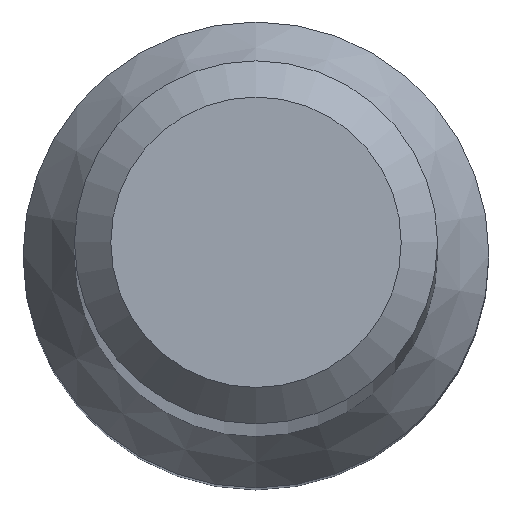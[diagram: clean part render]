
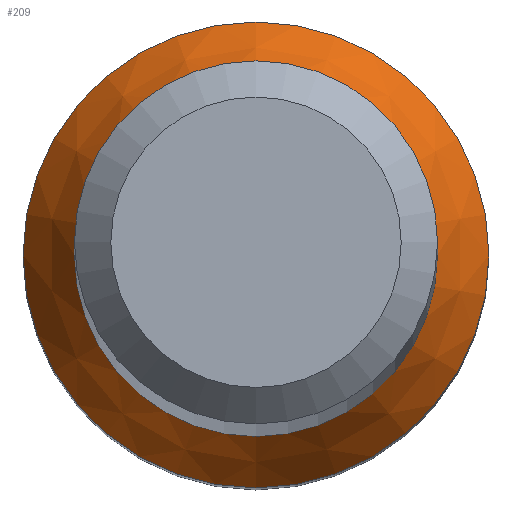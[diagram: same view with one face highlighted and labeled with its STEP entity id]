
A CAD part, top view. The second image highlights one B-rep face of the part: STEP entity #209.
In plain terms, the highlighted conical face has half-angle 30 degrees and reference radius 1.925 mm.
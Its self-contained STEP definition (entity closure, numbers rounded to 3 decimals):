
#11 = EDGE_LOOP ( 'NONE', ( #109 ) ) ;
#12 = VERTEX_POINT ( 'NONE', #122 ) ;
#16 = EDGE_CURVE ( 'NONE', #12, #12, #102, .T. ) ;
#17 = DIRECTION ( 'NONE',  ( 0., 0., -1. ) ) ;
#22 = CONICAL_SURFACE ( 'NONE', #90, 1.925, 0.524 ) ;
#30 = FACE_BOUND ( 'NONE', #11, .T. ) ;
#51 = EDGE_CURVE ( 'NONE', #158, #158, #126, .T. ) ;
#88 = CARTESIAN_POINT ( 'NONE',  ( 0., 0., 10.736 ) ) ;
#90 = AXIS2_PLACEMENT_3D ( 'NONE', #236, #214, #239 ) ;
#102 = CIRCLE ( 'NONE', #216, 1.5 ) ;
#109 = ORIENTED_EDGE ( 'NONE', *, *, #16, .T. ) ;
#122 = CARTESIAN_POINT ( 'NONE',  ( 0., 1.5, 10.736 ) ) ;
#126 = CIRCLE ( 'NONE', #147, 1.925 ) ;
#138 = DIRECTION ( 'NONE',  ( 0., 0., -1. ) ) ;
#147 = AXIS2_PLACEMENT_3D ( 'NONE', #278, #138, #302 ) ;
#158 = VERTEX_POINT ( 'NONE', #251 ) ;
#169 = ORIENTED_EDGE ( 'NONE', *, *, #51, .F. ) ;
#172 = FACE_OUTER_BOUND ( 'NONE', #274, .T. ) ;
#209 = ADVANCED_FACE ( 'NONE', ( #30, #172 ), #22, .T. ) ;
#214 = DIRECTION ( 'NONE',  ( 0., 0., -1. ) ) ;
#216 = AXIS2_PLACEMENT_3D ( 'NONE', #88, #17, #258 ) ;
#236 = CARTESIAN_POINT ( 'NONE',  ( 0., 0., 10. ) ) ;
#239 = DIRECTION ( 'NONE',  ( 0., 1., 0. ) ) ;
#251 = CARTESIAN_POINT ( 'NONE',  ( 0., 1.925, 10. ) ) ;
#258 = DIRECTION ( 'NONE',  ( 0., 1., 0. ) ) ;
#274 = EDGE_LOOP ( 'NONE', ( #169 ) ) ;
#278 = CARTESIAN_POINT ( 'NONE',  ( 0., 0., 10. ) ) ;
#302 = DIRECTION ( 'NONE',  ( 0., 1., 0. ) ) ;
